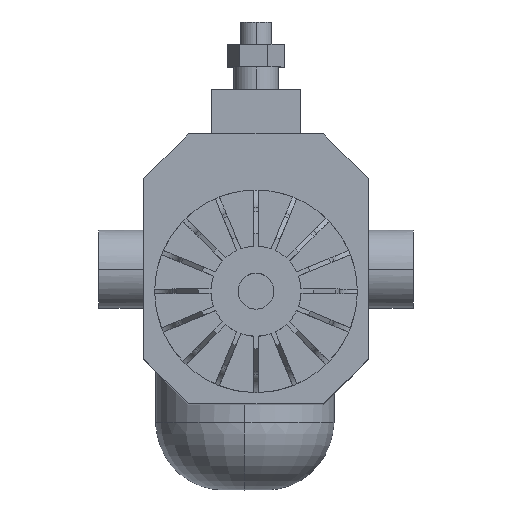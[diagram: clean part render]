
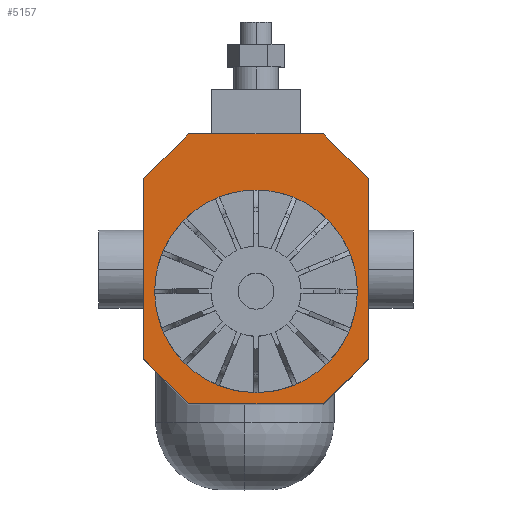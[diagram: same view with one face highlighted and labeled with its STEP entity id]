
A CAD part, top view. The second image highlights one B-rep face of the part: STEP entity #5157.
In plain terms, the highlighted planar face has unit normal (0, 0, 1).
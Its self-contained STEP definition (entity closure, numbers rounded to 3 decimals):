
#119 = EDGE_CURVE ( 'NONE', #2906, #9055, #11138, .T. ) ;
#188 = DIRECTION ( 'NONE',  ( 0.707, 0.707, 0. ) ) ;
#305 = CARTESIAN_POINT ( 'NONE',  ( 0., 0., 100. ) ) ;
#790 = CARTESIAN_POINT ( 'NONE',  ( 50., 0., 100. ) ) ;
#833 = AXIS2_PLACEMENT_3D ( 'NONE', #10561, #2535, #8852 ) ;
#998 = FACE_OUTER_BOUND ( 'NONE', #1085, .T. ) ;
#1085 = EDGE_LOOP ( 'NONE', ( #7002, #5776, #9189, #3231, #9405, #7175, #10971, #2317 ) ) ;
#1142 = EDGE_CURVE ( 'NONE', #6660, #3149, #6300, .T. ) ;
#1284 = FACE_BOUND ( 'NONE', #5230, .T. ) ;
#1403 = ORIENTED_EDGE ( 'NONE', *, *, #7796, .F. ) ;
#1424 = AXIS2_PLACEMENT_3D ( 'NONE', #1544, #11565, #8779 ) ;
#1479 = VERTEX_POINT ( 'NONE', #11486 ) ;
#1544 = CARTESIAN_POINT ( 'NONE',  ( 25., 25., 100. ) ) ;
#1905 = EDGE_CURVE ( 'NONE', #4730, #1479, #9138, .T. ) ;
#2168 = DIRECTION ( 'NONE',  ( -1., 0., 0. ) ) ;
#2317 = ORIENTED_EDGE ( 'NONE', *, *, #6219, .T. ) ;
#2344 = VECTOR ( 'NONE', #8210, 1000. ) ;
#2391 = VECTOR ( 'NONE', #10880, 1000. ) ;
#2535 = DIRECTION ( 'NONE',  ( 0., 0., 1. ) ) ;
#2620 = CARTESIAN_POINT ( 'NONE',  ( 40., 0., 100. ) ) ;
#2802 = VECTOR ( 'NONE', #5632, 1000. ) ;
#2906 = VERTEX_POINT ( 'NONE', #8153 ) ;
#3149 = VERTEX_POINT ( 'NONE', #9404 ) ;
#3231 = ORIENTED_EDGE ( 'NONE', *, *, #8698, .T. ) ;
#3380 = LINE ( 'NONE', #4555, #2391 ) ;
#3616 = DIRECTION ( 'NONE',  ( 0.707, -0.707, 0. ) ) ;
#4258 = CARTESIAN_POINT ( 'NONE',  ( 0., 0., 100. ) ) ;
#4555 = CARTESIAN_POINT ( 'NONE',  ( 40., 60., 100. ) ) ;
#4599 = CARTESIAN_POINT ( 'NONE',  ( 0., 50., 100. ) ) ;
#4730 = VERTEX_POINT ( 'NONE', #4599 ) ;
#4858 = CARTESIAN_POINT ( 'NONE',  ( 0., 60., 100. ) ) ;
#5157 = ADVANCED_FACE ( 'NONE', ( #998, #1284 ), #10269, .F. ) ;
#5230 = EDGE_LOOP ( 'NONE', ( #7902, #1403 ) ) ;
#5632 = DIRECTION ( 'NONE',  ( 1., 0., 0. ) ) ;
#5638 = VERTEX_POINT ( 'NONE', #7461 ) ;
#5761 = CIRCLE ( 'NONE', #1424, 22.5 ) ;
#5776 = ORIENTED_EDGE ( 'NONE', *, *, #6025, .T. ) ;
#5902 = EDGE_CURVE ( 'NONE', #10566, #9317, #5761, .T. ) ;
#5946 = DIRECTION ( 'NONE',  ( -0.707, -0.707, 0. ) ) ;
#6025 = EDGE_CURVE ( 'NONE', #3149, #10631, #3380, .T. ) ;
#6057 = EDGE_CURVE ( 'NONE', #1479, #2906, #10294, .T. ) ;
#6219 = EDGE_CURVE ( 'NONE', #9055, #6660, #7330, .T. ) ;
#6300 = LINE ( 'NONE', #790, #2344 ) ;
#6465 = CARTESIAN_POINT ( 'NONE',  ( 50., 10., 100. ) ) ;
#6660 = VERTEX_POINT ( 'NONE', #11131 ) ;
#6893 = VECTOR ( 'NONE', #10645, 1000. ) ;
#7002 = ORIENTED_EDGE ( 'NONE', *, *, #1142, .T. ) ;
#7008 = VECTOR ( 'NONE', #9851, 1000. ) ;
#7175 = ORIENTED_EDGE ( 'NONE', *, *, #6057, .T. ) ;
#7330 = LINE ( 'NONE', #6465, #7605 ) ;
#7461 = CARTESIAN_POINT ( 'NONE',  ( 10., 60., 100. ) ) ;
#7558 = EDGE_CURVE ( 'NONE', #10631, #5638, #9427, .T. ) ;
#7605 = VECTOR ( 'NONE', #188, 1000. ) ;
#7778 = AXIS2_PLACEMENT_3D ( 'NONE', #4858, #8423, #2168 ) ;
#7796 = EDGE_CURVE ( 'NONE', #9317, #10566, #8165, .T. ) ;
#7902 = ORIENTED_EDGE ( 'NONE', *, *, #5902, .F. ) ;
#7995 = CARTESIAN_POINT ( 'NONE',  ( 2.5, 25., 100. ) ) ;
#8153 = CARTESIAN_POINT ( 'NONE',  ( 10., 0., 100. ) ) ;
#8165 = CIRCLE ( 'NONE', #833, 22.5 ) ;
#8181 = VECTOR ( 'NONE', #3616, 1000. ) ;
#8210 = DIRECTION ( 'NONE',  ( 0., 1., 0. ) ) ;
#8423 = DIRECTION ( 'NONE',  ( 0., 0., -1. ) ) ;
#8698 = EDGE_CURVE ( 'NONE', #5638, #4730, #9976, .T. ) ;
#8779 = DIRECTION ( 'NONE',  ( -1., 0., 0. ) ) ;
#8852 = DIRECTION ( 'NONE',  ( -1., 0., 0. ) ) ;
#9021 = CARTESIAN_POINT ( 'NONE',  ( 10., 0., 100. ) ) ;
#9055 = VERTEX_POINT ( 'NONE', #2620 ) ;
#9119 = CARTESIAN_POINT ( 'NONE',  ( 40., 60., 100. ) ) ;
#9138 = LINE ( 'NONE', #4258, #7008 ) ;
#9189 = ORIENTED_EDGE ( 'NONE', *, *, #7558, .T. ) ;
#9317 = VERTEX_POINT ( 'NONE', #10137 ) ;
#9404 = CARTESIAN_POINT ( 'NONE',  ( 50., 50., 100. ) ) ;
#9405 = ORIENTED_EDGE ( 'NONE', *, *, #1905, .T. ) ;
#9427 = LINE ( 'NONE', #10539, #6893 ) ;
#9627 = CARTESIAN_POINT ( 'NONE',  ( 0., 50., 100. ) ) ;
#9851 = DIRECTION ( 'NONE',  ( 0., -1., 0. ) ) ;
#9976 = LINE ( 'NONE', #9627, #10818 ) ;
#10137 = CARTESIAN_POINT ( 'NONE',  ( 47.5, 25., 100. ) ) ;
#10269 = PLANE ( 'NONE',  #7778 ) ;
#10294 = LINE ( 'NONE', #9021, #8181 ) ;
#10539 = CARTESIAN_POINT ( 'NONE',  ( 0., 60., 100. ) ) ;
#10561 = CARTESIAN_POINT ( 'NONE',  ( 25., 25., 100. ) ) ;
#10566 = VERTEX_POINT ( 'NONE', #7995 ) ;
#10631 = VERTEX_POINT ( 'NONE', #9119 ) ;
#10645 = DIRECTION ( 'NONE',  ( -1., 0., 0. ) ) ;
#10818 = VECTOR ( 'NONE', #5946, 1000. ) ;
#10880 = DIRECTION ( 'NONE',  ( -0.707, 0.707, 0. ) ) ;
#10971 = ORIENTED_EDGE ( 'NONE', *, *, #119, .T. ) ;
#11131 = CARTESIAN_POINT ( 'NONE',  ( 50., 10., 100. ) ) ;
#11138 = LINE ( 'NONE', #305, #2802 ) ;
#11486 = CARTESIAN_POINT ( 'NONE',  ( 0., 10., 100. ) ) ;
#11565 = DIRECTION ( 'NONE',  ( 0., 0., 1. ) ) ;
